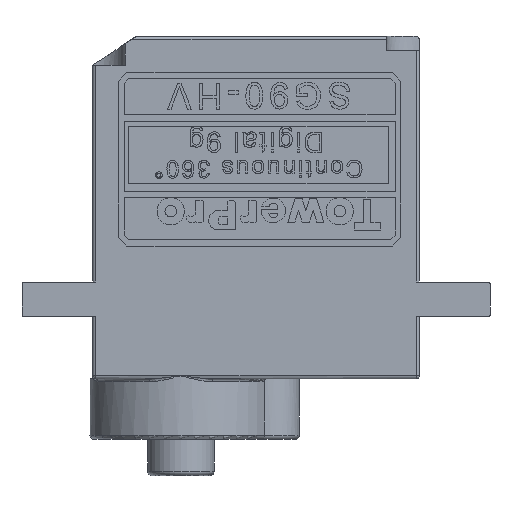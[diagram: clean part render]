
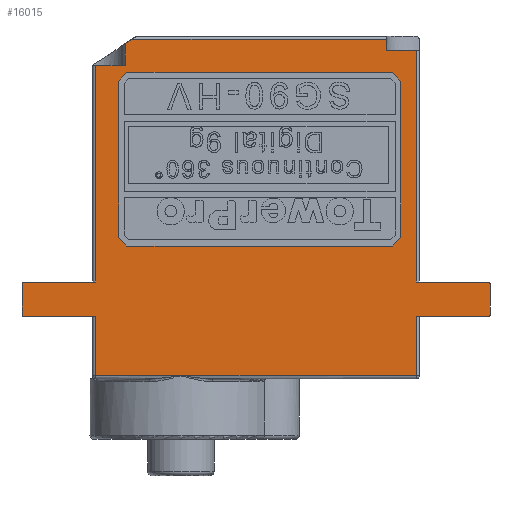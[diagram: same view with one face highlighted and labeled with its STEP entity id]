
A CAD part, left-side view. The second image highlights one B-rep face of the part: STEP entity #16015.
In plain terms, the highlighted planar face has unit normal (-1, 0, 0).
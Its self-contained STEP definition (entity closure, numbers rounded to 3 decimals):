
#44=CIRCLE('',#16445,0.1);
#45=CIRCLE('',#16446,0.1);
#46=CIRCLE('',#16447,0.1);
#47=CIRCLE('',#16448,0.1);
#226=FACE_BOUND('',#3436,.T.);
#2506=FACE_OUTER_BOUND('',#3435,.T.);
#3435=EDGE_LOOP('',(#14416,#14417,#14418,#14419,#14420,#14421,#14422,#14423,
#14424,#14425,#14426,#14427,#14428,#14429,#14430,#14431,#14432,#14433,#14434,
#14435,#14436,#14437));
#3436=EDGE_LOOP('',(#14438,#14439,#14440,#14441,#14442,#14443,#14444,#14445));
#4440=LINE('',#30622,#5765);
#4444=LINE('',#30630,#5769);
#4447=LINE('',#30636,#5772);
#4450=LINE('',#30642,#5775);
#4453=LINE('',#30648,#5778);
#4456=LINE('',#30654,#5781);
#4459=LINE('',#30660,#5784);
#4462=LINE('',#30665,#5787);
#4736=LINE('',#33507,#6061);
#4737=LINE('',#33509,#6062);
#4738=LINE('',#33511,#6063);
#4739=LINE('',#33515,#6064);
#4740=LINE('',#33519,#6065);
#4741=LINE('',#33521,#6066);
#4742=LINE('',#33523,#6067);
#4743=LINE('',#33525,#6068);
#4744=LINE('',#33527,#6069);
#4745=LINE('',#33529,#6070);
#4746=LINE('',#33533,#6071);
#4747=LINE('',#33537,#6072);
#4748=LINE('',#33539,#6073);
#4749=LINE('',#33541,#6074);
#4750=LINE('',#33543,#6075);
#4751=LINE('',#33545,#6076);
#4752=LINE('',#33547,#6077);
#4753=LINE('',#33548,#6078);
#5765=VECTOR('',#17968,10.);
#5769=VECTOR('',#17974,10.);
#5772=VECTOR('',#17979,10.);
#5775=VECTOR('',#17984,10.);
#5778=VECTOR('',#17989,10.);
#5781=VECTOR('',#17994,10.);
#5784=VECTOR('',#17999,10.);
#5787=VECTOR('',#18004,10.);
#6061=VECTOR('',#18466,10.);
#6062=VECTOR('',#18467,10.);
#6063=VECTOR('',#18468,10.);
#6064=VECTOR('',#18471,10.);
#6065=VECTOR('',#18474,10.);
#6066=VECTOR('',#18475,10.);
#6067=VECTOR('',#18476,10.);
#6068=VECTOR('',#18477,10.);
#6069=VECTOR('',#18478,10.);
#6070=VECTOR('',#18479,10.);
#6071=VECTOR('',#18482,10.);
#6072=VECTOR('',#18485,10.);
#6073=VECTOR('',#18486,10.);
#6074=VECTOR('',#18487,10.);
#6075=VECTOR('',#18488,10.);
#6076=VECTOR('',#18489,10.);
#6077=VECTOR('',#18490,10.);
#6078=VECTOR('',#18491,10.);
#7270=VERTEX_POINT('',#30620);
#7271=VERTEX_POINT('',#30621);
#7274=VERTEX_POINT('',#30629);
#7276=VERTEX_POINT('',#30635);
#7278=VERTEX_POINT('',#30641);
#7280=VERTEX_POINT('',#30647);
#7282=VERTEX_POINT('',#30653);
#7284=VERTEX_POINT('',#30659);
#7618=VERTEX_POINT('',#33505);
#7619=VERTEX_POINT('',#33506);
#7620=VERTEX_POINT('',#33508);
#7621=VERTEX_POINT('',#33510);
#7622=VERTEX_POINT('',#33512);
#7623=VERTEX_POINT('',#33514);
#7624=VERTEX_POINT('',#33516);
#7625=VERTEX_POINT('',#33518);
#7626=VERTEX_POINT('',#33520);
#7627=VERTEX_POINT('',#33522);
#7628=VERTEX_POINT('',#33524);
#7629=VERTEX_POINT('',#33526);
#7630=VERTEX_POINT('',#33528);
#7631=VERTEX_POINT('',#33530);
#7632=VERTEX_POINT('',#33532);
#7633=VERTEX_POINT('',#33534);
#7634=VERTEX_POINT('',#33536);
#7635=VERTEX_POINT('',#33538);
#7636=VERTEX_POINT('',#33540);
#7637=VERTEX_POINT('',#33542);
#7638=VERTEX_POINT('',#33544);
#7639=VERTEX_POINT('',#33546);
#9389=EDGE_CURVE('',#7270,#7271,#4440,.T.);
#9393=EDGE_CURVE('',#7274,#7270,#4444,.T.);
#9396=EDGE_CURVE('',#7276,#7274,#4447,.T.);
#9399=EDGE_CURVE('',#7278,#7276,#4450,.T.);
#9402=EDGE_CURVE('',#7280,#7278,#4453,.T.);
#9405=EDGE_CURVE('',#7282,#7280,#4456,.T.);
#9408=EDGE_CURVE('',#7284,#7282,#4459,.T.);
#9411=EDGE_CURVE('',#7271,#7284,#4462,.T.);
#9913=EDGE_CURVE('',#7618,#7619,#4736,.T.);
#9914=EDGE_CURVE('',#7620,#7619,#4737,.T.);
#9915=EDGE_CURVE('',#7621,#7620,#4738,.T.);
#9916=EDGE_CURVE('',#7622,#7621,#44,.T.);
#9917=EDGE_CURVE('',#7622,#7623,#4739,.T.);
#9918=EDGE_CURVE('',#7624,#7623,#45,.T.);
#9919=EDGE_CURVE('',#7625,#7624,#4740,.T.);
#9920=EDGE_CURVE('',#7626,#7625,#4741,.T.);
#9921=EDGE_CURVE('',#7627,#7626,#4742,.T.);
#9922=EDGE_CURVE('',#7628,#7627,#4743,.T.);
#9923=EDGE_CURVE('',#7629,#7628,#4744,.T.);
#9924=EDGE_CURVE('',#7630,#7629,#4745,.T.);
#9925=EDGE_CURVE('',#7631,#7630,#46,.T.);
#9926=EDGE_CURVE('',#7632,#7631,#4746,.T.);
#9927=EDGE_CURVE('',#7633,#7632,#47,.T.);
#9928=EDGE_CURVE('',#7634,#7633,#4747,.T.);
#9929=EDGE_CURVE('',#7635,#7634,#4748,.T.);
#9930=EDGE_CURVE('',#7635,#7636,#4749,.T.);
#9931=EDGE_CURVE('',#7636,#7637,#4750,.T.);
#9932=EDGE_CURVE('',#7638,#7637,#4751,.T.);
#9933=EDGE_CURVE('',#7639,#7638,#4752,.T.);
#9934=EDGE_CURVE('',#7639,#7618,#4753,.T.);
#14416=ORIENTED_EDGE('',*,*,#9913,.T.);
#14417=ORIENTED_EDGE('',*,*,#9914,.F.);
#14418=ORIENTED_EDGE('',*,*,#9915,.F.);
#14419=ORIENTED_EDGE('',*,*,#9916,.F.);
#14420=ORIENTED_EDGE('',*,*,#9917,.T.);
#14421=ORIENTED_EDGE('',*,*,#9918,.F.);
#14422=ORIENTED_EDGE('',*,*,#9919,.F.);
#14423=ORIENTED_EDGE('',*,*,#9920,.F.);
#14424=ORIENTED_EDGE('',*,*,#9921,.F.);
#14425=ORIENTED_EDGE('',*,*,#9922,.F.);
#14426=ORIENTED_EDGE('',*,*,#9923,.F.);
#14427=ORIENTED_EDGE('',*,*,#9924,.F.);
#14428=ORIENTED_EDGE('',*,*,#9925,.F.);
#14429=ORIENTED_EDGE('',*,*,#9926,.F.);
#14430=ORIENTED_EDGE('',*,*,#9927,.F.);
#14431=ORIENTED_EDGE('',*,*,#9928,.F.);
#14432=ORIENTED_EDGE('',*,*,#9929,.F.);
#14433=ORIENTED_EDGE('',*,*,#9930,.T.);
#14434=ORIENTED_EDGE('',*,*,#9931,.T.);
#14435=ORIENTED_EDGE('',*,*,#9932,.F.);
#14436=ORIENTED_EDGE('',*,*,#9933,.F.);
#14437=ORIENTED_EDGE('',*,*,#9934,.T.);
#14438=ORIENTED_EDGE('',*,*,#9389,.T.);
#14439=ORIENTED_EDGE('',*,*,#9411,.T.);
#14440=ORIENTED_EDGE('',*,*,#9408,.T.);
#14441=ORIENTED_EDGE('',*,*,#9405,.T.);
#14442=ORIENTED_EDGE('',*,*,#9402,.T.);
#14443=ORIENTED_EDGE('',*,*,#9399,.T.);
#14444=ORIENTED_EDGE('',*,*,#9396,.T.);
#14445=ORIENTED_EDGE('',*,*,#9393,.T.);
#15200=PLANE('',#16444);
#16015=ADVANCED_FACE('',(#2506,#226),#15200,.T.);
#16444=AXIS2_PLACEMENT_3D('',#33504,#18464,#18465);
#16445=AXIS2_PLACEMENT_3D('',#33513,#18469,#18470);
#16446=AXIS2_PLACEMENT_3D('',#33517,#18472,#18473);
#16447=AXIS2_PLACEMENT_3D('',#33531,#18480,#18481);
#16448=AXIS2_PLACEMENT_3D('',#33535,#18483,#18484);
#17968=DIRECTION('',(0.,-0.687,0.727));
#17974=DIRECTION('',(0.,0.,1.));
#17979=DIRECTION('',(0.,0.687,0.727));
#17984=DIRECTION('',(0.,1.,0.));
#17989=DIRECTION('',(0.,0.687,-0.727));
#17994=DIRECTION('',(0.,0.,-1.));
#17999=DIRECTION('',(0.,-0.687,-0.727));
#18004=DIRECTION('',(0.,-1.,0.));
#18464=DIRECTION('center_axis',(-1.,0.,0.));
#18465=DIRECTION('ref_axis',(0.,1.,0.));
#18466=DIRECTION('',(0.,1.,0.));
#18467=DIRECTION('',(0.,0.,1.));
#18468=DIRECTION('',(0.,-1.,0.));
#18469=DIRECTION('center_axis',(1.,0.,0.));
#18470=DIRECTION('ref_axis',(0.,0.707,0.707));
#18471=DIRECTION('',(0.,0.,-1.));
#18472=DIRECTION('center_axis',(1.,0.,0.));
#18473=DIRECTION('ref_axis',(0.,0.707,-0.707));
#18474=DIRECTION('',(0.,1.,0.));
#18475=DIRECTION('',(0.,0.,1.));
#18476=DIRECTION('',(0.,1.,0.));
#18477=DIRECTION('',(0.,1.,0.));
#18478=DIRECTION('',(0.,0.,-1.));
#18479=DIRECTION('',(0.,1.,0.));
#18480=DIRECTION('center_axis',(1.,0.,0.));
#18481=DIRECTION('ref_axis',(0.,-0.707,-0.707));
#18482=DIRECTION('',(0.,0.,-1.));
#18483=DIRECTION('center_axis',(1.,0.,0.));
#18484=DIRECTION('ref_axis',(0.,-0.707,0.707));
#18485=DIRECTION('',(0.,-1.,0.));
#18486=DIRECTION('',(0.,0.,-1.));
#18487=DIRECTION('',(0.,1.,0.));
#18488=DIRECTION('',(0.,0.,1.));
#18489=DIRECTION('',(0.,-1.,0.));
#18490=DIRECTION('',(0.,-0.832,0.555));
#18491=DIRECTION('',(0.,0.,-1.));
#30620=CARTESIAN_POINT('',(-6.3,9.509,-3.1));
#30621=CARTESIAN_POINT('',(-6.3,8.933,-2.491));
#30622=CARTESIAN_POINT('',(-6.3,3.824,2.912));
#30629=CARTESIAN_POINT('',(-6.3,9.509,-13.9));
#30630=CARTESIAN_POINT('',(-6.3,9.509,-6.95));
#30635=CARTESIAN_POINT('',(-6.3,8.933,-14.509));
#30636=CARTESIAN_POINT('',(-6.3,7.779,-15.729));
#30641=CARTESIAN_POINT('',(-6.3,-9.433,-14.509));
#30642=CARTESIAN_POINT('',(-6.3,-10.366,-14.509));
#30647=CARTESIAN_POINT('',(-6.3,-10.009,-13.9));
#30648=CARTESIAN_POINT('',(-6.3,-13.783,-9.908));
#30653=CARTESIAN_POINT('',(-6.3,-10.009,-3.1));
#30654=CARTESIAN_POINT('',(-6.3,-10.009,-1.55));
#30659=CARTESIAN_POINT('',(-6.3,-9.433,-2.491));
#30660=CARTESIAN_POINT('',(-6.3,-9.252,-2.299));
#30665=CARTESIAN_POINT('',(-6.3,-1.184,-2.491));
#33504=CARTESIAN_POINT('Origin',(-6.3,-11.3,0.));
#33505=CARTESIAN_POINT('',(-6.3,9.05,-2.));
#33506=CARTESIAN_POINT('',(-6.3,11.1,-2.));
#33507=CARTESIAN_POINT('',(-6.3,-0.562,-2.));
#33508=CARTESIAN_POINT('',(-6.3,11.1,-17.));
#33509=CARTESIAN_POINT('',(-6.3,11.1,0.));
#33510=CARTESIAN_POINT('',(-6.3,16.1,-17.));
#33511=CARTESIAN_POINT('',(-6.3,16.2,-17.));
#33512=CARTESIAN_POINT('',(-6.3,16.2,-17.1));
#33513=CARTESIAN_POINT('Origin',(-6.3,16.1,-17.1));
#33514=CARTESIAN_POINT('',(-6.3,16.2,-19.3));
#33515=CARTESIAN_POINT('',(-6.3,16.2,-17.));
#33516=CARTESIAN_POINT('',(-6.3,16.1,-19.4));
#33517=CARTESIAN_POINT('Origin',(-6.3,16.1,-19.3));
#33518=CARTESIAN_POINT('',(-6.3,11.1,-19.4));
#33519=CARTESIAN_POINT('',(-6.3,16.2,-19.4));
#33520=CARTESIAN_POINT('',(-6.3,11.1,-23.5));
#33521=CARTESIAN_POINT('',(-6.3,11.1,0.));
#33522=CARTESIAN_POINT('',(-6.3,5.2,-23.5));
#33523=CARTESIAN_POINT('',(-6.3,-5.65,-23.5));
#33524=CARTESIAN_POINT('',(-6.3,-11.1,-23.5));
#33525=CARTESIAN_POINT('',(-6.3,-5.65,-23.5));
#33526=CARTESIAN_POINT('',(-6.3,-11.1,-19.4));
#33527=CARTESIAN_POINT('',(-6.3,-11.1,0.));
#33528=CARTESIAN_POINT('',(-6.3,-16.1,-19.4));
#33529=CARTESIAN_POINT('',(-6.3,16.2,-19.4));
#33530=CARTESIAN_POINT('',(-6.3,-16.2,-19.3));
#33531=CARTESIAN_POINT('Origin',(-6.3,-16.1,-19.3));
#33532=CARTESIAN_POINT('',(-6.3,-16.2,-17.1));
#33533=CARTESIAN_POINT('',(-6.3,-16.2,-17.));
#33534=CARTESIAN_POINT('',(-6.3,-16.1,-17.));
#33535=CARTESIAN_POINT('Origin',(-6.3,-16.1,-17.1));
#33536=CARTESIAN_POINT('',(-6.3,-11.1,-17.));
#33537=CARTESIAN_POINT('',(-6.3,16.2,-17.));
#33538=CARTESIAN_POINT('',(-6.3,-11.1,-1.));
#33539=CARTESIAN_POINT('',(-6.3,-11.1,0.));
#33540=CARTESIAN_POINT('',(-6.3,-9.05,-1.));
#33541=CARTESIAN_POINT('',(-6.3,-10.738,-1.));
#33542=CARTESIAN_POINT('',(-6.3,-9.05,-0.2));
#33543=CARTESIAN_POINT('',(-6.3,-9.05,0.));
#33544=CARTESIAN_POINT('',(-6.3,8.6,-0.2));
#33545=CARTESIAN_POINT('',(-6.3,-5.65,-0.2));
#33546=CARTESIAN_POINT('',(-6.3,9.05,-0.5));
#33547=CARTESIAN_POINT('',(-6.3,2.265,4.023));
#33548=CARTESIAN_POINT('',(-6.3,9.05,0.));
